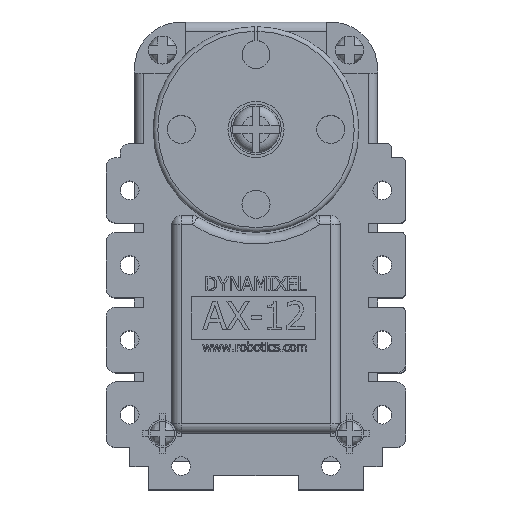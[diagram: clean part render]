
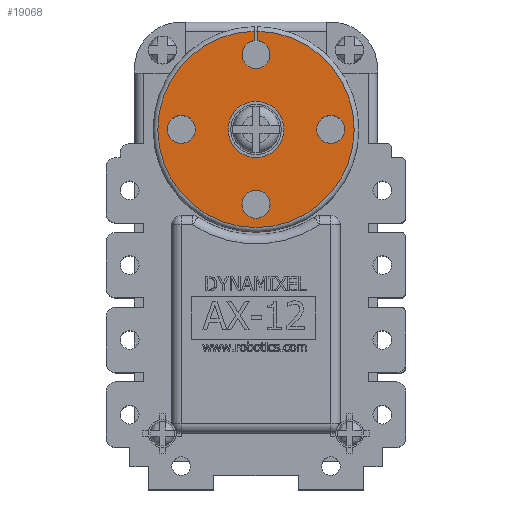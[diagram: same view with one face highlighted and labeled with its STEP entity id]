
A CAD part, top view. The second image highlights one B-rep face of the part: STEP entity #19068.
In plain terms, the highlighted planar face has unit normal (0, 0, 1).
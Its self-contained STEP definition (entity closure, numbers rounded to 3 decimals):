
#729=FACE_BOUND('',#3370,.T.);
#730=FACE_BOUND('',#3371,.T.);
#731=FACE_BOUND('',#3372,.T.);
#732=FACE_BOUND('',#3373,.T.);
#1278=PLANE('',#20324);
#2253=FACE_OUTER_BOUND('',#3369,.T.);
#3369=EDGE_LOOP('',(#16923,#16924,#16925,#16926));
#3370=EDGE_LOOP('',(#16927));
#3371=EDGE_LOOP('',(#16928));
#3372=EDGE_LOOP('',(#16929));
#3373=EDGE_LOOP('',(#16930));
#5299=LINE('',#32041,#7340);
#5301=LINE('',#32051,#7342);
#7340=VECTOR('',#24383,10.);
#7342=VECTOR('',#24395,10.);
#7999=CIRCLE('',#20322,10.5);
#8001=CIRCLE('',#20325,1.5);
#8002=CIRCLE('',#20326,1.5);
#8003=CIRCLE('',#20327,1.5);
#8004=CIRCLE('',#20328,1.5);
#8005=CIRCLE('',#20329,3.);
#9641=VERTEX_POINT('',#32029);
#9642=VERTEX_POINT('',#32040);
#9644=VERTEX_POINT('',#32045);
#9645=VERTEX_POINT('',#32050);
#9646=VERTEX_POINT('',#32053);
#9647=VERTEX_POINT('',#32055);
#9648=VERTEX_POINT('',#32057);
#9649=VERTEX_POINT('',#32059);
#12165=EDGE_CURVE('',#9642,#9641,#5299,.T.);
#12168=EDGE_CURVE('',#9644,#9641,#7999,.T.);
#12170=EDGE_CURVE('',#9644,#9645,#5301,.T.);
#12171=EDGE_CURVE('',#9645,#9642,#8001,.T.);
#12172=EDGE_CURVE('',#9646,#9646,#8002,.T.);
#12173=EDGE_CURVE('',#9647,#9647,#8003,.T.);
#12174=EDGE_CURVE('',#9648,#9648,#8004,.T.);
#12175=EDGE_CURVE('',#9649,#9649,#8005,.T.);
#16923=ORIENTED_EDGE('',*,*,#12168,.F.);
#16924=ORIENTED_EDGE('',*,*,#12170,.T.);
#16925=ORIENTED_EDGE('',*,*,#12171,.T.);
#16926=ORIENTED_EDGE('',*,*,#12165,.T.);
#16927=ORIENTED_EDGE('',*,*,#12172,.T.);
#16928=ORIENTED_EDGE('',*,*,#12173,.T.);
#16929=ORIENTED_EDGE('',*,*,#12174,.T.);
#16930=ORIENTED_EDGE('',*,*,#12175,.T.);
#19068=ADVANCED_FACE('',(#2253,#729,#730,#731,#732),#1278,.T.);
#20322=AXIS2_PLACEMENT_3D('',#32047,#24389,#24390);
#20324=AXIS2_PLACEMENT_3D('',#32049,#24393,#24394);
#20325=AXIS2_PLACEMENT_3D('',#32052,#24396,#24397);
#20326=AXIS2_PLACEMENT_3D('',#32054,#24398,#24399);
#20327=AXIS2_PLACEMENT_3D('',#32056,#24400,#24401);
#20328=AXIS2_PLACEMENT_3D('',#32058,#24402,#24403);
#20329=AXIS2_PLACEMENT_3D('',#32060,#24404,#24405);
#24383=DIRECTION('',(0.,1.,0.));
#24389=DIRECTION('center_axis',(0.,0.,-1.));
#24390=DIRECTION('ref_axis',(0.,-1.,0.));
#24393=DIRECTION('center_axis',(0.,0.,1.));
#24394=DIRECTION('ref_axis',(1.,0.,0.));
#24395=DIRECTION('',(0.,-1.,0.));
#24396=DIRECTION('center_axis',(0.,0.,-1.));
#24397=DIRECTION('ref_axis',(-1.,0.,0.));
#24398=DIRECTION('center_axis',(0.,0.,-1.));
#24399=DIRECTION('ref_axis',(-1.,0.,0.));
#24400=DIRECTION('center_axis',(0.,0.,-1.));
#24401=DIRECTION('ref_axis',(-1.,0.,0.));
#24402=DIRECTION('center_axis',(0.,0.,-1.));
#24403=DIRECTION('ref_axis',(-1.,0.,0.));
#24404=DIRECTION('center_axis',(0.,0.,-1.));
#24405=DIRECTION('ref_axis',(-1.,0.,0.));
#32029=CARTESIAN_POINT('',(15.8,-1.002,37.));
#32040=CARTESIAN_POINT('',(15.8,-2.013,37.));
#32041=CARTESIAN_POINT('',(15.8,-6.757,37.));
#32045=CARTESIAN_POINT('',(16.2,-1.002,37.));
#32047=CARTESIAN_POINT('Origin',(16.,-11.5,37.));
#32049=CARTESIAN_POINT('Origin',(16.,-11.5,37.));
#32050=CARTESIAN_POINT('',(16.2,-2.013,37.));
#32051=CARTESIAN_POINT('',(16.2,-6.001,37.));
#32052=CARTESIAN_POINT('Origin',(16.,-3.5,37.));
#32053=CARTESIAN_POINT('',(25.5,-11.5,37.));
#32054=CARTESIAN_POINT('Origin',(24.,-11.5,37.));
#32055=CARTESIAN_POINT('',(9.5,-11.5,37.));
#32056=CARTESIAN_POINT('Origin',(8.,-11.5,37.));
#32057=CARTESIAN_POINT('',(17.5,-19.5,37.));
#32058=CARTESIAN_POINT('Origin',(16.,-19.5,37.));
#32059=CARTESIAN_POINT('',(19.,-11.5,37.));
#32060=CARTESIAN_POINT('Origin',(16.,-11.5,37.));
